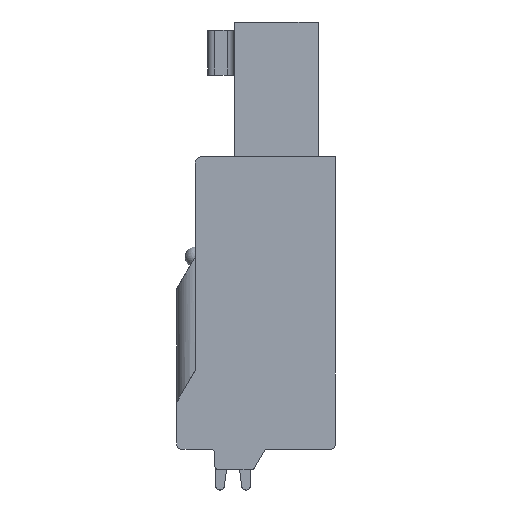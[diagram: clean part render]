
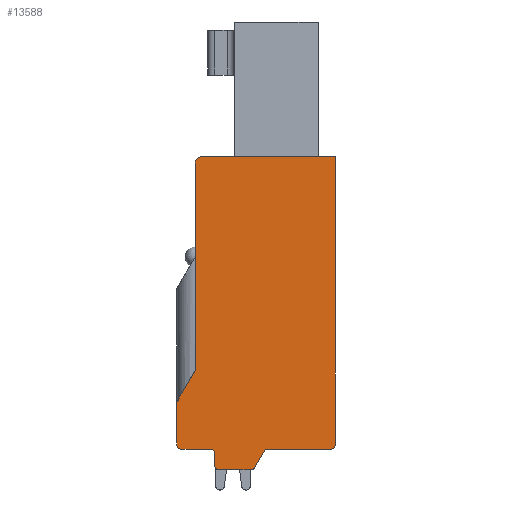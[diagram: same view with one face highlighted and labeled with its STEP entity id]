
A CAD part, front view. The second image highlights one B-rep face of the part: STEP entity #13588.
In plain terms, the highlighted planar face has unit normal (0, -1, 0).
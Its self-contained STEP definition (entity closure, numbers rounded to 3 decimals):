
#1385=DIRECTION('',(0.,0.,-1.));
#1386=VECTOR('',#1385,10.141);
#1387=CARTESIAN_POINT('',(-6.85,0.,-0.3));
#1388=LINE('',#1387,#1386);
#1585=DIRECTION('',(0.,0.,-1.));
#1586=VECTOR('',#1585,2.1);
#1587=CARTESIAN_POINT('',(-7.75,0.,-12.));
#1588=LINE('',#1587,#1586);
#1601=DIRECTION('',(1.,0.,0.));
#1602=VECTOR('',#1601,1.45);
#1603=CARTESIAN_POINT('',(-7.55,0.,-14.3));
#1604=LINE('',#1603,#1602);
#1609=DIRECTION('',(1.,0.,0.));
#1610=VECTOR('',#1609,3.107);
#1611=CARTESIAN_POINT('',(-3.307,0.,-14.3));
#1612=LINE('',#1611,#1610);
#1825=DIRECTION('',(0.,0.,1.));
#1826=VECTOR('',#1825,14.1);
#1827=CARTESIAN_POINT('',(0.,0.,-14.1));
#1828=LINE('',#1827,#1826);
#2391=DIRECTION('',(1.,0.,0.));
#2392=VECTOR('',#2391,6.55);
#2393=CARTESIAN_POINT('',(-6.55,0.,0.));
#2394=LINE('',#2393,#2392);
#2395=CARTESIAN_POINT('',(-0.2,0.,-14.1));
#2396=DIRECTION('',(0.,1.,0.));
#2397=DIRECTION('',(1.,0.,0.));
#2398=AXIS2_PLACEMENT_3D('',#2395,#2396,#2397);
#2400=CARTESIAN_POINT('',(-3.307,0.,-14.5));
#2401=DIRECTION('',(0.,-1.,0.));
#2402=DIRECTION('',(0.,0.,1.));
#2403=AXIS2_PLACEMENT_3D('',#2400,#2401,#2402);
#2405=DIRECTION('',(-0.5,0.,-0.866));
#2406=VECTOR('',#2405,0.924);
#2407=CARTESIAN_POINT('',(-3.48,0.,-14.4));
#2408=LINE('',#2407,#2406);
#2409=CARTESIAN_POINT('',(-4.115,0.,-15.1));
#2410=DIRECTION('',(0.,1.,0.));
#2411=DIRECTION('',(0.866,0.,-0.5));
#2412=AXIS2_PLACEMENT_3D('',#2409,#2410,#2411);
#2414=CARTESIAN_POINT('',(-5.7,0.,-15.1));
#2415=DIRECTION('',(0.,1.,0.));
#2416=DIRECTION('',(0.,0.,-1.));
#2417=AXIS2_PLACEMENT_3D('',#2414,#2415,#2416);
#2419=CARTESIAN_POINT('',(-6.1,0.,-14.5));
#2420=DIRECTION('',(0.,-1.,0.));
#2421=DIRECTION('',(1.,0.,0.));
#2422=AXIS2_PLACEMENT_3D('',#2419,#2420,#2421);
#2424=CARTESIAN_POINT('',(-7.55,0.,-14.1));
#2425=DIRECTION('',(0.,1.,0.));
#2426=DIRECTION('',(0.,0.,-1.));
#2427=AXIS2_PLACEMENT_3D('',#2424,#2425,#2426);
#2429=DIRECTION('',(0.5,0.,0.866));
#2430=VECTOR('',#2429,1.8);
#2431=CARTESIAN_POINT('',(-7.75,0.,-12.));
#2432=LINE('',#2431,#2430);
#2433=CARTESIAN_POINT('',(-6.55,0.,-0.3));
#2434=DIRECTION('',(0.,1.,0.));
#2435=DIRECTION('',(-1.,0.,0.));
#2436=AXIS2_PLACEMENT_3D('',#2433,#2434,#2435);
#2486=DIRECTION('',(0.,0.,-1.));
#2487=VECTOR('',#2486,0.6);
#2488=CARTESIAN_POINT('',(-5.9,0.,-14.5));
#2489=LINE('',#2488,#2487);
#2498=DIRECTION('',(1.,0.,0.));
#2499=VECTOR('',#2498,1.585);
#2500=CARTESIAN_POINT('',(-5.7,0.,-15.3));
#2501=LINE('',#2500,#2499);
#8459=CARTESIAN_POINT('',(-6.85,0.,-0.3));
#8460=VERTEX_POINT('',#8459);
#8461=CARTESIAN_POINT('',(-6.85,0.,-10.441));
#8462=VERTEX_POINT('',#8461);
#8528=CARTESIAN_POINT('',(-7.75,0.,-12.));
#8529=VERTEX_POINT('',#8528);
#8530=CARTESIAN_POINT('',(-7.75,0.,-14.1));
#8531=VERTEX_POINT('',#8530);
#8532=CARTESIAN_POINT('',(-7.55,0.,-14.3));
#8533=VERTEX_POINT('',#8532);
#8534=CARTESIAN_POINT('',(-6.1,0.,-14.3));
#8535=VERTEX_POINT('',#8534);
#8540=CARTESIAN_POINT('',(-3.307,0.,-14.3));
#8541=VERTEX_POINT('',#8540);
#8542=CARTESIAN_POINT('',(-0.2,0.,-14.3));
#8543=VERTEX_POINT('',#8542);
#8600=CARTESIAN_POINT('',(0.,0.,-14.1));
#8601=VERTEX_POINT('',#8600);
#8602=CARTESIAN_POINT('',(0.,0.,0.));
#8603=VERTEX_POINT('',#8602);
#8604=CARTESIAN_POINT('',(-6.55,0.,0.));
#8605=VERTEX_POINT('',#8604);
#8632=CARTESIAN_POINT('',(-3.48,0.,-14.4));
#8633=VERTEX_POINT('',#8632);
#8634=CARTESIAN_POINT('',(-3.942,0.,-15.2));
#8635=VERTEX_POINT('',#8634);
#8636=CARTESIAN_POINT('',(-4.115,0.,-15.3));
#8637=VERTEX_POINT('',#8636);
#8638=CARTESIAN_POINT('',(-5.7,0.,-15.3));
#8639=VERTEX_POINT('',#8638);
#8640=CARTESIAN_POINT('',(-5.9,0.,-15.1));
#8641=VERTEX_POINT('',#8640);
#8642=CARTESIAN_POINT('',(-5.9,0.,-14.5));
#8643=VERTEX_POINT('',#8642);
#13555=CARTESIAN_POINT('',(0.,0.,0.));
#13556=DIRECTION('',(0.,1.,0.));
#13557=DIRECTION('',(1.,0.,0.));
#13558=AXIS2_PLACEMENT_3D('',#13555,#13556,#13557);
#13559=PLANE('',#13558);
#13560=ORIENTED_EDGE('',*,*,#12977,.T.);
#13561=ORIENTED_EDGE('',*,*,#12948,.F.);
#13562=ORIENTED_EDGE('',*,*,#12933,.T.);
#13563=ORIENTED_EDGE('',*,*,#12668,.F.);
#13565=ORIENTED_EDGE('',*,*,#13564,.T.);
#13567=ORIENTED_EDGE('',*,*,#13566,.T.);
#13569=ORIENTED_EDGE('',*,*,#13568,.T.);
#13571=ORIENTED_EDGE('',*,*,#13570,.F.);
#13573=ORIENTED_EDGE('',*,*,#13572,.T.);
#13575=ORIENTED_EDGE('',*,*,#13574,.F.);
#13577=ORIENTED_EDGE('',*,*,#13576,.T.);
#13578=ORIENTED_EDGE('',*,*,#12660,.F.);
#13579=ORIENTED_EDGE('',*,*,#12637,.T.);
#13580=ORIENTED_EDGE('',*,*,#12622,.F.);
#13582=ORIENTED_EDGE('',*,*,#13581,.T.);
#13583=ORIENTED_EDGE('',*,*,#12386,.F.);
#13585=ORIENTED_EDGE('',*,*,#13584,.T.);
#13586=EDGE_LOOP('',(#13560,#13561,#13562,#13563,#13565,#13567,#13569,#13571,
#13573,#13575,#13577,#13578,#13579,#13580,#13582,#13583,#13585));
#13587=FACE_OUTER_BOUND('',#13586,.F.);
#2399=CIRCLE('',#2398,0.2);
#2404=CIRCLE('',#2403,0.2);
#2413=CIRCLE('',#2412,0.2);
#2418=CIRCLE('',#2417,0.2);
#2423=CIRCLE('',#2422,0.2);
#2428=CIRCLE('',#2427,0.2);
#2437=CIRCLE('',#2436,0.3);
#12386=EDGE_CURVE('',#8460,#8462,#1388,.T.);
#12622=EDGE_CURVE('',#8529,#8531,#1588,.T.);
#12637=EDGE_CURVE('',#8533,#8531,#2428,.T.);
#12660=EDGE_CURVE('',#8533,#8535,#1604,.T.);
#12668=EDGE_CURVE('',#8541,#8543,#1612,.T.);
#12933=EDGE_CURVE('',#8601,#8543,#2399,.T.);
#12948=EDGE_CURVE('',#8601,#8603,#1828,.T.);
#12977=EDGE_CURVE('',#8605,#8603,#2394,.T.);
#13564=EDGE_CURVE('',#8541,#8633,#2404,.T.);
#13566=EDGE_CURVE('',#8633,#8635,#2408,.T.);
#13568=EDGE_CURVE('',#8635,#8637,#2413,.T.);
#13570=EDGE_CURVE('',#8639,#8637,#2501,.T.);
#13572=EDGE_CURVE('',#8639,#8641,#2418,.T.);
#13574=EDGE_CURVE('',#8643,#8641,#2489,.T.);
#13576=EDGE_CURVE('',#8643,#8535,#2423,.T.);
#13581=EDGE_CURVE('',#8529,#8462,#2432,.T.);
#13584=EDGE_CURVE('',#8460,#8605,#2437,.T.);
#13588=ADVANCED_FACE('',(#13587),#13559,.F.);
